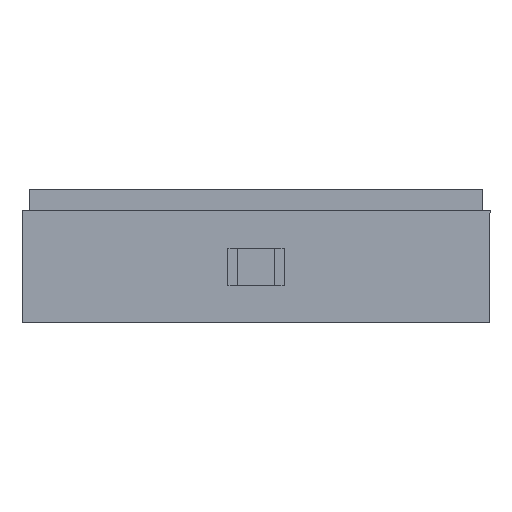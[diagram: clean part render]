
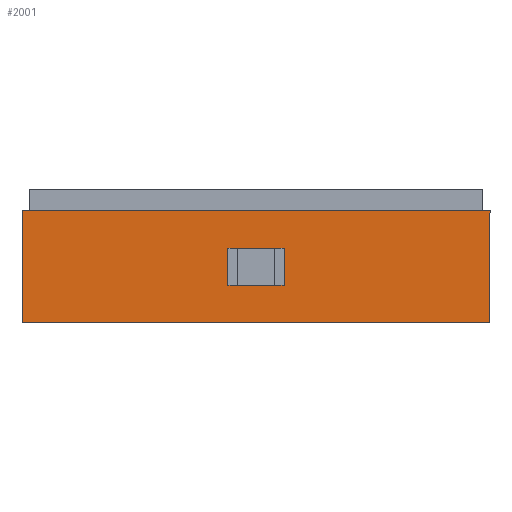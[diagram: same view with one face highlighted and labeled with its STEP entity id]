
A CAD part, left-side view. The second image highlights one B-rep face of the part: STEP entity #2001.
In plain terms, the highlighted planar face has unit normal (-1, 0, 0).
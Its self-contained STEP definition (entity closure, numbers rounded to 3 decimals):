
#14 = EDGE_CURVE ( 'NONE', #3578, #1096, #485, .T. ) ;
#175 = CARTESIAN_POINT ( 'NONE',  ( 0.486, 27.927, 127. ) ) ;
#227 = VERTEX_POINT ( 'NONE', #860 ) ;
#485 = CIRCLE ( 'NONE', #1524, 2. ) ;
#524 = AXIS2_PLACEMENT_3D ( 'NONE', #1396, #5306, #2472 ) ;
#632 = CARTESIAN_POINT ( 'NONE',  ( 0.486, -22.073, 115. ) ) ;
#645 = DIRECTION ( 'NONE',  ( 1., 0., 0. ) ) ;
#827 = CARTESIAN_POINT ( 'NONE',  ( 0.486, 0.927, 121. ) ) ;
#848 = ORIENTED_EDGE ( 'NONE', *, *, #5979, .F. ) ;
#860 = CARTESIAN_POINT ( 'NONE',  ( 0.486, -22.073, 127. ) ) ;
#1043 = LINE ( 'NONE', #1075, #4955 ) ;
#1075 = CARTESIAN_POINT ( 'NONE',  ( 0.486, -22.073, 115. ) ) ;
#1096 = VERTEX_POINT ( 'NONE', #827 ) ;
#1172 = CARTESIAN_POINT ( 'NONE',  ( 0.486, 2.927, 121. ) ) ;
#1396 = CARTESIAN_POINT ( 'NONE',  ( 0.486, 2.927, 121. ) ) ;
#1524 = AXIS2_PLACEMENT_3D ( 'NONE', #1172, #6596, #5445 ) ;
#1554 = LINE ( 'NONE', #3729, #1792 ) ;
#1705 = ORIENTED_EDGE ( 'NONE', *, *, #3860, .F. ) ;
#1747 = VECTOR ( 'NONE', #2875, 1000. ) ;
#1792 = VECTOR ( 'NONE', #2189, 1000. ) ;
#2001 = ADVANCED_FACE ( 'NONE', ( #7030, #2290 ), #6605, .F. ) ;
#2006 = CIRCLE ( 'NONE', #524, 2. ) ;
#2033 = CARTESIAN_POINT ( 'NONE',  ( 0.486, 27.927, 115. ) ) ;
#2053 = VERTEX_POINT ( 'NONE', #2033 ) ;
#2169 = DIRECTION ( 'NONE',  ( 0., 1., 0. ) ) ;
#2189 = DIRECTION ( 'NONE',  ( 0., 0., -1. ) ) ;
#2290 = FACE_OUTER_BOUND ( 'NONE', #3134, .T. ) ;
#2359 = LINE ( 'NONE', #4523, #5092 ) ;
#2396 = CARTESIAN_POINT ( 'NONE',  ( 0.486, 4.927, 121. ) ) ;
#2472 = DIRECTION ( 'NONE',  ( 0., 1., 0. ) ) ;
#2845 = DIRECTION ( 'NONE',  ( 0., -1., 0. ) ) ;
#2875 = DIRECTION ( 'NONE',  ( 0., 0., -1. ) ) ;
#2929 = ORIENTED_EDGE ( 'NONE', *, *, #6309, .F. ) ;
#3134 = EDGE_LOOP ( 'NONE', ( #6108, #2929, #848, #5517 ) ) ;
#3189 = ORIENTED_EDGE ( 'NONE', *, *, #14, .F. ) ;
#3252 = EDGE_CURVE ( 'NONE', #2053, #7022, #1043, .T. ) ;
#3578 = VERTEX_POINT ( 'NONE', #2396 ) ;
#3729 = CARTESIAN_POINT ( 'NONE',  ( 0.486, -22.073, 127. ) ) ;
#3860 = EDGE_CURVE ( 'NONE', #1096, #3578, #2006, .T. ) ;
#3904 = CARTESIAN_POINT ( 'NONE',  ( 0.486, 27.927, 127. ) ) ;
#3928 = AXIS2_PLACEMENT_3D ( 'NONE', #5974, #645, #2169 ) ;
#4523 = CARTESIAN_POINT ( 'NONE',  ( 0.486, -22.073, 127. ) ) ;
#4955 = VECTOR ( 'NONE', #5944, 1000. ) ;
#5092 = VECTOR ( 'NONE', #2845, 1000. ) ;
#5306 = DIRECTION ( 'NONE',  ( -1., 0., 0. ) ) ;
#5445 = DIRECTION ( 'NONE',  ( 0., 1., 0. ) ) ;
#5517 = ORIENTED_EDGE ( 'NONE', *, *, #6398, .T. ) ;
#5786 = EDGE_LOOP ( 'NONE', ( #3189, #1705 ) ) ;
#5925 = VERTEX_POINT ( 'NONE', #175 ) ;
#5944 = DIRECTION ( 'NONE',  ( 0., -1., 0. ) ) ;
#5974 = CARTESIAN_POINT ( 'NONE',  ( 0.486, -22.073, 127. ) ) ;
#5979 = EDGE_CURVE ( 'NONE', #5925, #227, #2359, .T. ) ;
#6108 = ORIENTED_EDGE ( 'NONE', *, *, #3252, .T. ) ;
#6151 = LINE ( 'NONE', #3904, #1747 ) ;
#6309 = EDGE_CURVE ( 'NONE', #227, #7022, #1554, .T. ) ;
#6398 = EDGE_CURVE ( 'NONE', #5925, #2053, #6151, .T. ) ;
#6596 = DIRECTION ( 'NONE',  ( -1., 0., 0. ) ) ;
#6605 = PLANE ( 'NONE',  #3928 ) ;
#7022 = VERTEX_POINT ( 'NONE', #632 ) ;
#7030 = FACE_BOUND ( 'NONE', #5786, .T. ) ;
